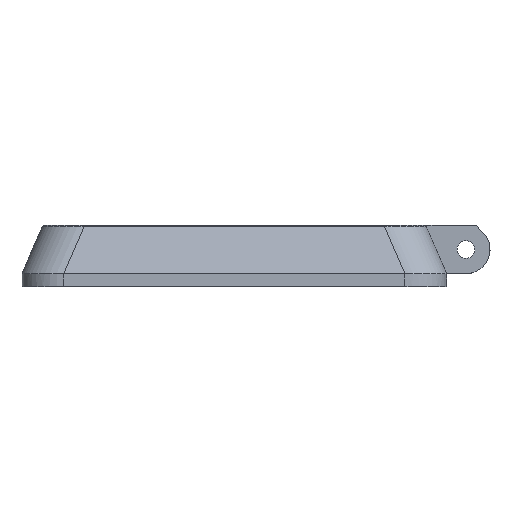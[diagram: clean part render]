
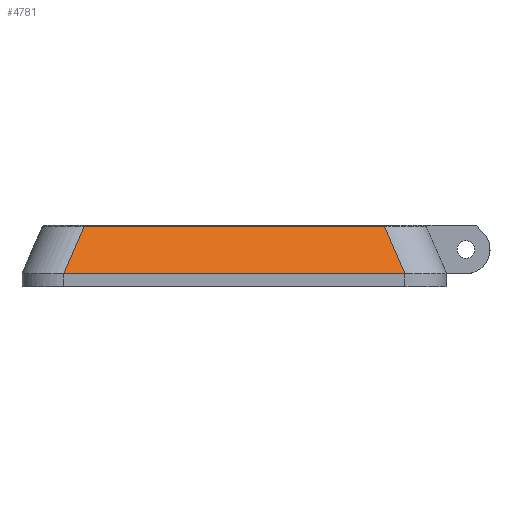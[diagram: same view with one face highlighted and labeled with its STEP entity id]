
A CAD part, left-side view. The second image highlights one B-rep face of the part: STEP entity #4781.
In plain terms, the highlighted planar face has unit normal (-0.918, 0, 0.398).
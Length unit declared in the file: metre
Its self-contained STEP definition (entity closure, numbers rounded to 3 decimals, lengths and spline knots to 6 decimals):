
#173=B_SPLINE_CURVE_WITH_KNOTS('',3,(#7924,#7925,#7926,#7927),
 .UNSPECIFIED.,.F.,.F.,(4,4),(0.016064,1.),.UNSPECIFIED.);
#175=B_SPLINE_CURVE_WITH_KNOTS('',3,(#7937,#7938,#7939,#7940),
 .UNSPECIFIED.,.F.,.F.,(4,4),(0.,0.983936),.UNSPECIFIED.);
#436=LINE('',#7709,#906);
#457=LINE('',#7942,#927);
#906=VECTOR('',#6012,1.);
#927=VECTOR('',#6063,1.);
#1640=ORIENTED_EDGE('',*,*,#2969,.F.);
#1641=ORIENTED_EDGE('',*,*,#2970,.T.);
#1642=ORIENTED_EDGE('',*,*,#2967,.T.);
#1643=ORIENTED_EDGE('',*,*,#2935,.T.);
#2935=EDGE_CURVE('',#3609,#3608,#436,.T.);
#2967=EDGE_CURVE('',#3618,#3609,#173,.T.);
#2969=EDGE_CURVE('',#3619,#3608,#175,.F.);
#2970=EDGE_CURVE('',#3619,#3618,#457,.T.);
#3608=VERTEX_POINT('',#7706);
#3609=VERTEX_POINT('',#7710);
#3618=VERTEX_POINT('',#7928);
#3619=VERTEX_POINT('',#7941);
#3973=EDGE_LOOP('',(#1640,#1641,#1642,#1643));
#4319=FACE_BOUND('',#3973,.T.);
#4591=PLANE('',#5183);
#4781=ADVANCED_FACE('',(#4319),#4591,.T.);
#5183=AXIS2_PLACEMENT_3D('',#7936,#6061,#6062);
#6012=DIRECTION('',(0.,-1.,0.));
#6061=DIRECTION('',(-0.918,0.,0.398));
#6062=DIRECTION('',(0.398,0.,0.918));
#6063=DIRECTION('',(0.,1.,0.));
#7706=CARTESIAN_POINT('',(-0.105,-0.053125,0.0177));
#7709=CARTESIAN_POINT('',(-0.105,0.050638,0.0177));
#7710=CARTESIAN_POINT('',(-0.105,0.053125,0.0177));
#7924=CARTESIAN_POINT('',(-0.098604,0.046729,0.032459));
#7925=CARTESIAN_POINT('',(-0.100736,0.048861,0.027539));
#7926=CARTESIAN_POINT('',(-0.102868,0.050993,0.02262));
#7927=CARTESIAN_POINT('',(-0.105,0.053125,0.0177));
#7928=CARTESIAN_POINT('',(-0.098604,0.046729,0.032459));
#7936=CARTESIAN_POINT('',(-0.094858,0.,0.041105));
#7937=CARTESIAN_POINT('',(-0.105,-0.053125,0.0177));
#7938=CARTESIAN_POINT('',(-0.102868,-0.050993,0.02262));
#7939=CARTESIAN_POINT('',(-0.100736,-0.048861,0.027539));
#7940=CARTESIAN_POINT('',(-0.098604,-0.046729,0.032459));
#7941=CARTESIAN_POINT('',(-0.098604,-0.046729,0.032459));
#7942=CARTESIAN_POINT('',(-0.098604,0.,0.032459));
